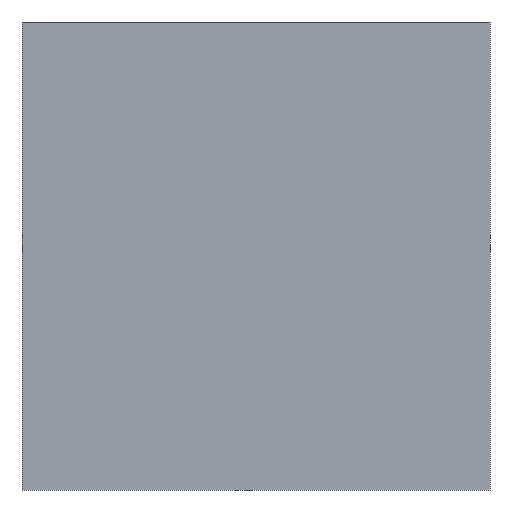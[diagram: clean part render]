
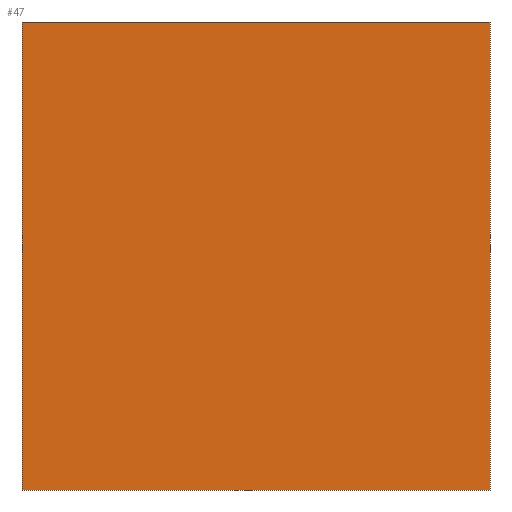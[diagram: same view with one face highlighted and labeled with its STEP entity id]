
A CAD part, left-side view. The second image highlights one B-rep face of the part: STEP entity #47.
In plain terms, the highlighted planar face has unit normal (-1, 0, 0).
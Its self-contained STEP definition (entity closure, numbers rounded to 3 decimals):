
#47=ADVANCED_FACE('',(#56),#57,.T.);
#56=FACE_OUTER_BOUND('',#70,.T.);
#57=PLANE('',#71);
#70=EDGE_LOOP('',(#90,#91,#92,#93,#94));
#71=AXIS2_PLACEMENT_3D('',#95,#96,#97);
#90=ORIENTED_EDGE('',*,*,#138,.T.);
#91=ORIENTED_EDGE('',*,*,#137,.T.);
#92=ORIENTED_EDGE('',*,*,#139,.F.);
#93=ORIENTED_EDGE('',*,*,#140,.F.);
#94=ORIENTED_EDGE('',*,*,#141,.T.);
#95=CARTESIAN_POINT('',(0.0,5.0,0.0));
#96=DIRECTION('',(-1.0,-0.0,0.0));
#97=DIRECTION('',(0.0,-1.0,-0.0));
#137=EDGE_CURVE('',#149,#155,#157,.T.);
#138=EDGE_CURVE('',#158,#149,#159,.T.);
#139=EDGE_CURVE('',#160,#155,#161,.T.);
#140=EDGE_CURVE('',#162,#160,#163,.T.);
#141=EDGE_CURVE('',#162,#158,#164,.T.);
#149=VERTEX_POINT('',#174);
#155=VERTEX_POINT('',#182);
#157=LINE('',#185,#186);
#158=VERTEX_POINT('',#187);
#159=LINE('',#188,#189);
#160=VERTEX_POINT('',#190);
#161=LINE('',#191,#192);
#162=VERTEX_POINT('',#193);
#163=LINE('',#194,#195);
#164=LINE('',#196,#197);
#174=CARTESIAN_POINT('',(0.0,2.0,10.0));
#182=CARTESIAN_POINT('',(0.0,10.0,10.0));
#185=CARTESIAN_POINT('',(0.0,0.0,10.0));
#186=VECTOR('',#218,1.0);
#187=CARTESIAN_POINT('',(0.0,0.0,10.0));
#188=CARTESIAN_POINT('',(0.0,0.0,10.0));
#189=VECTOR('',#219,1.0);
#190=CARTESIAN_POINT('',(0.0,10.0,0.0));
#191=CARTESIAN_POINT('',(0.0,10.0,0.0));
#192=VECTOR('',#220,1.0);
#193=CARTESIAN_POINT('',(0.0,0.0,0.0));
#194=CARTESIAN_POINT('',(0.0,0.0,0.0));
#195=VECTOR('',#221,1.0);
#196=CARTESIAN_POINT('',(0.0,0.0,0.0));
#197=VECTOR('',#222,1.0);
#218=DIRECTION('',(0.0,1.0,0.0));
#219=DIRECTION('',(0.0,1.0,0.0));
#220=DIRECTION('',(0.0,0.0,1.0));
#221=DIRECTION('',(0.0,1.0,0.0));
#222=DIRECTION('',(0.0,0.0,1.0));
